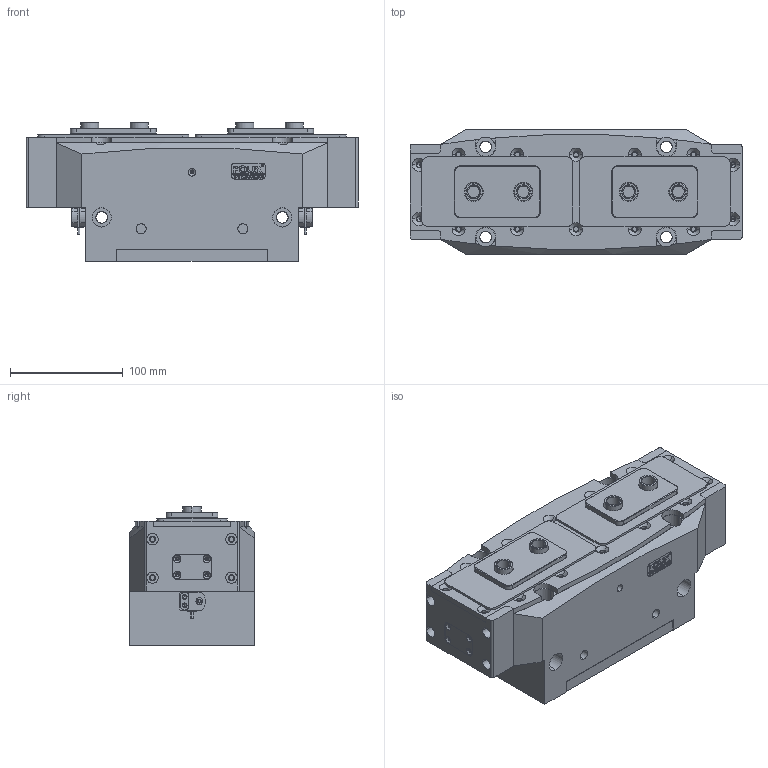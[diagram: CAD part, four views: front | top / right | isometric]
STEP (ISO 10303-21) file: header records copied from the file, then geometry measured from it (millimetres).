
FILE_DESCRIPTION (( 'STEP AP203' ), '1' );
FILE_NAME ('TR115-240-P.STEP', '2024-11-19T06:38:33', ( 'USER-' ), ( 'Microsoft' ), 'SwSTEP 2.0', 'SolidWorks 2018', '' );
FILE_SCHEMA (( 'CONFIG_CONTROL_DESIGN' ));
Length unit declared in the file: millimetre
Products named in the file (24): TR115-240滅鳥杅耀-陔.sldasm-Part-12; TR115-240滅鳥杅耀-陔.sldasm-Part-19; TR115-240滅鳥杅耀-陔.sldasm-Part-4; TR115-240滅鳥杅耀-陔.sldasm-Part-10; TR115-240滅鳥杅耀-陔.sldasm-Part-8; TR115-240滅鳥杅耀-陔.sldasm-Part-7; TR115-240滅鳥杅耀-陔.sldasm-Part-6; 埴翐芛_GB_FASTENER_SCREWS_HSHCS M2X8-N; TR115-240滅鳥杅耀-陔.sldasm-Part-36; TR115-240滅鳥杅耀-陔.sldasm-Part-5; TR115-240滅鳥杅耀-陔.sldasm-Part-1; 揤輸杅耀.sldasm-Part-9; TR115-240滅鳥杅耀-陔.sldasm-Part-15; TR115-240滅鳥杅耀-陔.sldasm-Part-18; TR115 -240杅耀.sldasm-Part-3; TR115-240滅鳥杅耀-陔.sldasm-Part-9; TR115-240滅鳥杅耀-陔.sldasm-Part-14; TR115-240滅鳥杅耀-陔.sldasm-Part-2; 30x14-R3; TR115-240-P; TR115-240滅鳥杅耀-陔.sldasm-Part-17; TR115-240滅鳥杅耀-陔.sldasm-Part-16; TR115 -240 菁裔啣; 揤輸蚾饜极
Assembly tree (27 placements, depth 3):
  TR115-240-P
    TR115-240滅鳥杅耀-陔.sldasm-Part-1
    TR115-240滅鳥杅耀-陔.sldasm-Part-2
    TR115-240滅鳥杅耀-陔.sldasm-Part-4
    TR115-240滅鳥杅耀-陔.sldasm-Part-5
    TR115-240滅鳥杅耀-陔.sldasm-Part-6  x2
    TR115-240滅鳥杅耀-陔.sldasm-Part-7
    TR115-240滅鳥杅耀-陔.sldasm-Part-8
    TR115-240滅鳥杅耀-陔.sldasm-Part-9
    TR115-240滅鳥杅耀-陔.sldasm-Part-10
    TR115-240滅鳥杅耀-陔.sldasm-Part-12
    TR115-240滅鳥杅耀-陔.sldasm-Part-14
    TR115-240滅鳥杅耀-陔.sldasm-Part-15
    TR115-240滅鳥杅耀-陔.sldasm-Part-16
    TR115-240滅鳥杅耀-陔.sldasm-Part-17
    TR115-240滅鳥杅耀-陔.sldasm-Part-18
    TR115-240滅鳥杅耀-陔.sldasm-Part-19
    TR115 -240杅耀.sldasm-Part-3
    TR115-240滅鳥杅耀-陔.sldasm-Part-36  x2
    TR115 -240 菁裔啣
    揤輸蚾饜极  x2
      揤輸杅耀.sldasm-Part-9
      埴翐芛_GB_FASTENER_SCREWS_HSHCS M2X8-N
    30x14-R3
Bounding box: 294 x 110 x 123 mm (x, y, z)
Volume: 2643592.3 mm3; surface area: 406218.1 mm2
Topology: 28 solids, 64 shells, 1697 faces, 4290 edges, 2713 vertices
Faces by surface type: plane 733, cylinder 546, cone 254, bspline 156, torus 8
Entity records: 51370 total; most frequent: CARTESIAN_POINT 14315, ORIENTED_EDGE 7152, DIRECTION 6946, EDGE_CURVE 3576, AXIS2_PLACEMENT_3D 2415, VERTEX_POINT 2330, LINE 2116, VECTOR 2116
